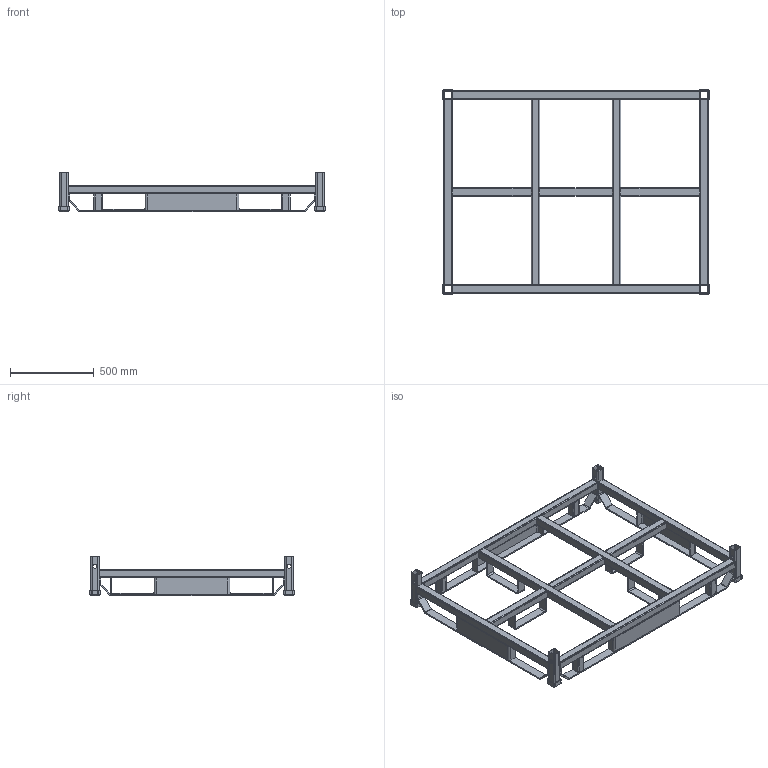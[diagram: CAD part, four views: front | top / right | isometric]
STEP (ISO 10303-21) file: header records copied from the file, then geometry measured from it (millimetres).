
FILE_DESCRIPTION(/* description */ (''),/* implementation_level */ '2;1');
FILE_NAME(/* name */ '0CS9XXXX XXXXX 2295 YRCL A01 C 62.50 X 48.00 GLOBAL COMMON BASE STUDY 2-4-21.stp',/* time_stamp */ '2021-02-03T10:56:32-05:00',/* author */ (''),/* organization */ (''),/* preprocessor_version */ 'ST-DEVELOPER v16',/* originating_system */ 'SIEMENS PLM Software NX 11.0',/* authorisation */ '');
FILE_SCHEMA (('AUTOMOTIVE_DESIGN { 1 0 10303 214 3 1 1 1 }'));
Length unit declared in the file: inch
Products named in the file (15): CMHE4417; 2.00 SQ. X 7GA.(.180) X 9.00 LG. - STL. TUBING; 2.00 SQ X 11GA. X 3.94 - TUBING; _31 FORK LOOP - HRS; _25 X 3.94 X DEV LENGTH - HRS; _25 X 3.94 X DEV LENGTH SHORT - HRS; END RUNNER BAR SHORT; END RUNNER BAR; 2.00 SQ X 11GA. X WD OUTER; 2.00 SQ X 11GA X MID; 2.00 SQ X 11GA X WIDTH; 2.00 SQ X 11GA. X LENGTH; CORNER POST ASSY; CMHE5157 HALF TRUSS BASE-R4 EMEA; 0CS9XXXX XXXXX 2295 YRCL A01 C 62.50 X 48.00 GLOBAL COMMON BASE STUDY
 2-4-21
Assembly tree (32 placements, depth 3):
  0CS9XXXX XXXXX 2295 YRCL A01 C 62.50 X 48.00 GLOBAL COMMON BASE STUDY
 2-4-21
    CMHE5157 HALF TRUSS BASE-R4 EMEA
      2.00 SQ X 11GA. X LENGTH  x4
      2.00 SQ X 11GA X WIDTH  x2
      2.00 SQ X 11GA X MID
      2.00 SQ X 11GA. X WD OUTER  x2
      END RUNNER BAR  x2
      END RUNNER BAR SHORT  x2
      _25 X 3.94 X DEV LENGTH SHORT - HRS  x2
      _25 X 3.94 X DEV LENGTH - HRS  x2
      _31 FORK LOOP - HRS  x4
      2.00 SQ X 11GA. X 3.94 - TUBING  x4
    CORNER POST ASSY  x4
      2.00 SQ. X 7GA.(.180) X 9.00 LG. - STL. TUBING
      CMHE4417
Bounding box: 1587.5 x 1219.2 x 238.12 mm (x, y, z)
Volume: 10383562.1 mm3; surface area: 5110937.6 mm2
Topology: 33 solids, 33 shells, 586 faces, 1568 edges, 1048 vertices
Faces by surface type: plane 346, cylinder 240
Full cylindrical faces by diameter (mm): 25.4 x8
Entity records: 7798 total; most frequent: DIRECTION 1234, CARTESIAN_POINT 1195, ORIENTED_EDGE 1136, EDGE_CURVE 568, AXIS2_PLACEMENT_3D 419, LINE 396, VECTOR 396, VERTEX_POINT 380
